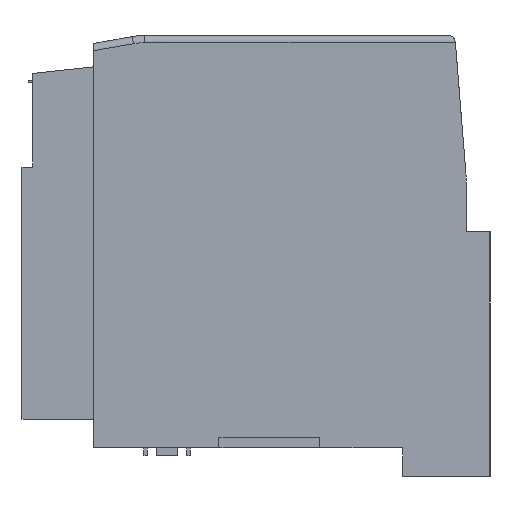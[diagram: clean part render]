
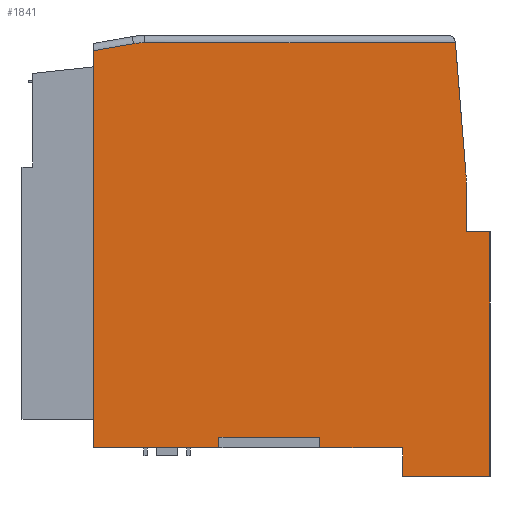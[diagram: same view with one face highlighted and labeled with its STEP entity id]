
A CAD part, left-side view. The second image highlights one B-rep face of the part: STEP entity #1841.
In plain terms, the highlighted planar face has unit normal (-1, 0, 0).
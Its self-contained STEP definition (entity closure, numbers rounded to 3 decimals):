
#26 = EDGE_LOOP ( 'NONE', ( #26041, #19534, #30372, #29532, #6261, #21600, #10803, #20363, #2819, #8241, #15644, #26467, #6144, #28630, #27625, #13406 ) ) ;
#99 = VERTEX_POINT ( 'NONE', #5617 ) ;
#908 = CARTESIAN_POINT ( 'NONE',  ( -44.35, 0., 1.5 ) ) ;
#912 = EDGE_CURVE ( 'NONE', #24063, #21063, #19870, .T. ) ;
#1060 = DIRECTION ( 'NONE',  ( 1., 0., 0. ) ) ;
#1367 = VERTEX_POINT ( 'NONE', #17664 ) ;
#1493 = LINE ( 'NONE', #3133, #25976 ) ;
#1692 = LINE ( 'NONE', #8439, #26162 ) ;
#1841 = ADVANCED_FACE ( 'NONE', ( #25653 ), #5760, .F. ) ;
#2250 = VERTEX_POINT ( 'NONE', #19154 ) ;
#2473 = DIRECTION ( 'NONE',  ( 0., 1., 0. ) ) ;
#2643 = EDGE_CURVE ( 'NONE', #7314, #9863, #24084, .T. ) ;
#2819 = ORIENTED_EDGE ( 'NONE', *, *, #20354, .T. ) ;
#3013 = VERTEX_POINT ( 'NONE', #25594 ) ;
#3133 = CARTESIAN_POINT ( 'NONE',  ( -44.35, -25.95, 57.35 ) ) ;
#3303 = LINE ( 'NONE', #16024, #20804 ) ;
#3318 = CARTESIAN_POINT ( 'NONE',  ( -44.35, 25.95, 55.235 ) ) ;
#3391 = CARTESIAN_POINT ( 'NONE',  ( -44.35, -29.25, -4. ) ) ;
#3676 = CARTESIAN_POINT ( 'NONE',  ( -44.35, 25.95, 57.35 ) ) ;
#3887 = CARTESIAN_POINT ( 'NONE',  ( -44.35, -25.885, 38.406 ) ) ;
#3951 = DIRECTION ( 'NONE',  ( 0., -1., 0. ) ) ;
#4239 = EDGE_CURVE ( 'NONE', #10500, #25633, #26455, .T. ) ;
#4902 = VECTOR ( 'NONE', #15144, 1000. ) ;
#5106 = LINE ( 'NONE', #9537, #30280 ) ;
#5160 = VECTOR ( 'NONE', #6107, 1000. ) ;
#5165 = VECTOR ( 'NONE', #19455, 1000. ) ;
#5440 = CIRCLE ( 'NONE', #6048, 9. ) ;
#5617 = CARTESIAN_POINT ( 'NONE',  ( -44.35, -25.95, 36.791 ) ) ;
#5760 = PLANE ( 'NONE',  #11944 ) ;
#6048 = AXIS2_PLACEMENT_3D ( 'NONE', #20910, #6725, #23292 ) ;
#6107 = DIRECTION ( 'NONE',  ( 0., 0., -1. ) ) ;
#6144 = ORIENTED_EDGE ( 'NONE', *, *, #14716, .F. ) ;
#6178 = VERTEX_POINT ( 'NONE', #25108 ) ;
#6261 = ORIENTED_EDGE ( 'NONE', *, *, #10011, .T. ) ;
#6725 = DIRECTION ( 'NONE',  ( -1., 0., 0. ) ) ;
#7121 = CARTESIAN_POINT ( 'NONE',  ( -44.35, -5.55, 0. ) ) ;
#7314 = VERTEX_POINT ( 'NONE', #13210 ) ;
#7712 = DIRECTION ( 'NONE',  ( -1., 0., 0. ) ) ;
#7804 = CARTESIAN_POINT ( 'NONE',  ( -44.35, 8.45, 0. ) ) ;
#7871 = EDGE_CURVE ( 'NONE', #2250, #6178, #3303, .T. ) ;
#8241 = ORIENTED_EDGE ( 'NONE', *, *, #15341, .T. ) ;
#8328 = VECTOR ( 'NONE', #22422, 1000. ) ;
#8439 = CARTESIAN_POINT ( 'NONE',  ( -44.35, -29.25, 30.05 ) ) ;
#9537 = CARTESIAN_POINT ( 'NONE',  ( -44.35, -24.35, 57.35 ) ) ;
#9710 = VECTOR ( 'NONE', #17183, 1000. ) ;
#9767 = AXIS2_PLACEMENT_3D ( 'NONE', #21877, #7712, #24264 ) ;
#9863 = VERTEX_POINT ( 'NONE', #7804 ) ;
#10011 = EDGE_CURVE ( 'NONE', #21063, #3013, #17827, .T. ) ;
#10500 = VERTEX_POINT ( 'NONE', #12904 ) ;
#10803 = ORIENTED_EDGE ( 'NONE', *, *, #2643, .F. ) ;
#11217 = LINE ( 'NONE', #26098, #16789 ) ;
#11940 = DIRECTION ( 'NONE',  ( 0., -0.081, -0.997 ) ) ;
#11944 = AXIS2_PLACEMENT_3D ( 'NONE', #15344, #1060, #17728 ) ;
#12124 = VERTEX_POINT ( 'NONE', #3887 ) ;
#12565 = EDGE_CURVE ( 'NONE', #99, #23942, #1493, .T. ) ;
#12823 = DIRECTION ( 'NONE',  ( 0., 0., -1. ) ) ;
#12831 = DIRECTION ( 'NONE',  ( 0., 1., 0. ) ) ;
#12904 = CARTESIAN_POINT ( 'NONE',  ( -44.35, -24.431, 56.35 ) ) ;
#13072 = EDGE_CURVE ( 'NONE', #25088, #7314, #23702, .T. ) ;
#13210 = CARTESIAN_POINT ( 'NONE',  ( -44.35, 8.45, 1.5 ) ) ;
#13406 = ORIENTED_EDGE ( 'NONE', *, *, #14621, .T. ) ;
#13600 = VECTOR ( 'NONE', #25082, 1000. ) ;
#13790 = CARTESIAN_POINT ( 'NONE',  ( -44.35, 20.332, 56.216 ) ) ;
#14574 = LINE ( 'NONE', #27805, #27107 ) ;
#14621 = EDGE_CURVE ( 'NONE', #99, #12124, #16552, .T. ) ;
#14716 = EDGE_CURVE ( 'NONE', #1367, #18294, #16915, .T. ) ;
#14779 = CARTESIAN_POINT ( 'NONE',  ( -44.35, -5.55, 1.5 ) ) ;
#15144 = DIRECTION ( 'NONE',  ( 0., -1., 0. ) ) ;
#15341 = EDGE_CURVE ( 'NONE', #19815, #6178, #23074, .T. ) ;
#15344 = CARTESIAN_POINT ( 'NONE',  ( -44.35, -25.95, 57.35 ) ) ;
#15417 = CARTESIAN_POINT ( 'NONE',  ( -44.35, -25.95, 56.35 ) ) ;
#15581 = EDGE_CURVE ( 'NONE', #3013, #9863, #14574, .T. ) ;
#15644 = ORIENTED_EDGE ( 'NONE', *, *, #7871, .F. ) ;
#16024 = CARTESIAN_POINT ( 'NONE',  ( -44.35, -17.09, -4. ) ) ;
#16552 = CIRCLE ( 'NONE', #9767, 20. ) ;
#16673 = EDGE_CURVE ( 'NONE', #25633, #24063, #5440, .T. ) ;
#16789 = VECTOR ( 'NONE', #2473, 1000. ) ;
#16915 = LINE ( 'NONE', #26946, #22416 ) ;
#17183 = DIRECTION ( 'NONE',  ( 0., 0., -1. ) ) ;
#17468 = VECTOR ( 'NONE', #12831, 1000. ) ;
#17664 = CARTESIAN_POINT ( 'NONE',  ( -44.35, -29.25, 30.05 ) ) ;
#17728 = DIRECTION ( 'NONE',  ( 0., 0., -1. ) ) ;
#17827 = LINE ( 'NONE', #3676, #5160 ) ;
#18294 = VERTEX_POINT ( 'NONE', #3391 ) ;
#19154 = CARTESIAN_POINT ( 'NONE',  ( -44.35, -17.09, -4. ) ) ;
#19455 = DIRECTION ( 'NONE',  ( 0., 0., -1. ) ) ;
#19534 = ORIENTED_EDGE ( 'NONE', *, *, #4239, .T. ) ;
#19815 = VERTEX_POINT ( 'NONE', #7121 ) ;
#19870 = LINE ( 'NONE', #24991, #13600 ) ;
#20354 = EDGE_CURVE ( 'NONE', #25088, #19815, #28562, .T. ) ;
#20363 = ORIENTED_EDGE ( 'NONE', *, *, #13072, .F. ) ;
#20804 = VECTOR ( 'NONE', #25484, 1000. ) ;
#20847 = EDGE_CURVE ( 'NONE', #10500, #12124, #5106, .T. ) ;
#20910 = CARTESIAN_POINT ( 'NONE',  ( -44.35, 18.784, 47.35 ) ) ;
#21063 = VERTEX_POINT ( 'NONE', #3318 ) ;
#21600 = ORIENTED_EDGE ( 'NONE', *, *, #15581, .T. ) ;
#21877 = CARTESIAN_POINT ( 'NONE',  ( -44.35, -5.95, 36.791 ) ) ;
#21897 = CARTESIAN_POINT ( 'NONE',  ( -44.35, 8.45, 1.5 ) ) ;
#22416 = VECTOR ( 'NONE', #12823, 1000. ) ;
#22422 = DIRECTION ( 'NONE',  ( 0., 1., 0. ) ) ;
#22604 = DIRECTION ( 'NONE',  ( 0., 1., 0. ) ) ;
#22936 = CARTESIAN_POINT ( 'NONE',  ( -44.35, 18.784, 56.35 ) ) ;
#22982 = EDGE_CURVE ( 'NONE', #18294, #2250, #11217, .T. ) ;
#23074 = LINE ( 'NONE', #27738, #4902 ) ;
#23292 = DIRECTION ( 'NONE',  ( 0., 0., -1. ) ) ;
#23702 = LINE ( 'NONE', #908, #17468 ) ;
#23942 = VERTEX_POINT ( 'NONE', #25083 ) ;
#24063 = VERTEX_POINT ( 'NONE', #13790 ) ;
#24084 = LINE ( 'NONE', #21897, #5165 ) ;
#24264 = DIRECTION ( 'NONE',  ( 0., 0., -1. ) ) ;
#24991 = CARTESIAN_POINT ( 'NONE',  ( -44.35, -24.773, 64.091 ) ) ;
#25082 = DIRECTION ( 'NONE',  ( 0., 0.985, -0.172 ) ) ;
#25083 = CARTESIAN_POINT ( 'NONE',  ( -44.35, -25.95, 30.05 ) ) ;
#25088 = VERTEX_POINT ( 'NONE', #29288 ) ;
#25108 = CARTESIAN_POINT ( 'NONE',  ( -44.35, -17.09, 0. ) ) ;
#25484 = DIRECTION ( 'NONE',  ( 0., 0., 1. ) ) ;
#25594 = CARTESIAN_POINT ( 'NONE',  ( -44.35, 25.95, 0. ) ) ;
#25633 = VERTEX_POINT ( 'NONE', #22936 ) ;
#25653 = FACE_OUTER_BOUND ( 'NONE', #26, .T. ) ;
#25976 = VECTOR ( 'NONE', #26794, 1000. ) ;
#26041 = ORIENTED_EDGE ( 'NONE', *, *, #20847, .F. ) ;
#26098 = CARTESIAN_POINT ( 'NONE',  ( -44.35, -17.09, -4. ) ) ;
#26162 = VECTOR ( 'NONE', #22604, 1000. ) ;
#26455 = LINE ( 'NONE', #15417, #8328 ) ;
#26467 = ORIENTED_EDGE ( 'NONE', *, *, #22982, .F. ) ;
#26794 = DIRECTION ( 'NONE',  ( 0., 0., -1. ) ) ;
#26946 = CARTESIAN_POINT ( 'NONE',  ( -44.35, -29.25, 30.05 ) ) ;
#27107 = VECTOR ( 'NONE', #3951, 1000. ) ;
#27625 = ORIENTED_EDGE ( 'NONE', *, *, #12565, .F. ) ;
#27738 = CARTESIAN_POINT ( 'NONE',  ( -44.35, -25.95, 0. ) ) ;
#27805 = CARTESIAN_POINT ( 'NONE',  ( -44.35, -25.95, 0. ) ) ;
#28562 = LINE ( 'NONE', #14779, #9710 ) ;
#28630 = ORIENTED_EDGE ( 'NONE', *, *, #29741, .T. ) ;
#29288 = CARTESIAN_POINT ( 'NONE',  ( -44.35, -5.55, 1.5 ) ) ;
#29532 = ORIENTED_EDGE ( 'NONE', *, *, #912, .T. ) ;
#29741 = EDGE_CURVE ( 'NONE', #1367, #23942, #1692, .T. ) ;
#30280 = VECTOR ( 'NONE', #11940, 1000. ) ;
#30372 = ORIENTED_EDGE ( 'NONE', *, *, #16673, .T. ) ;
